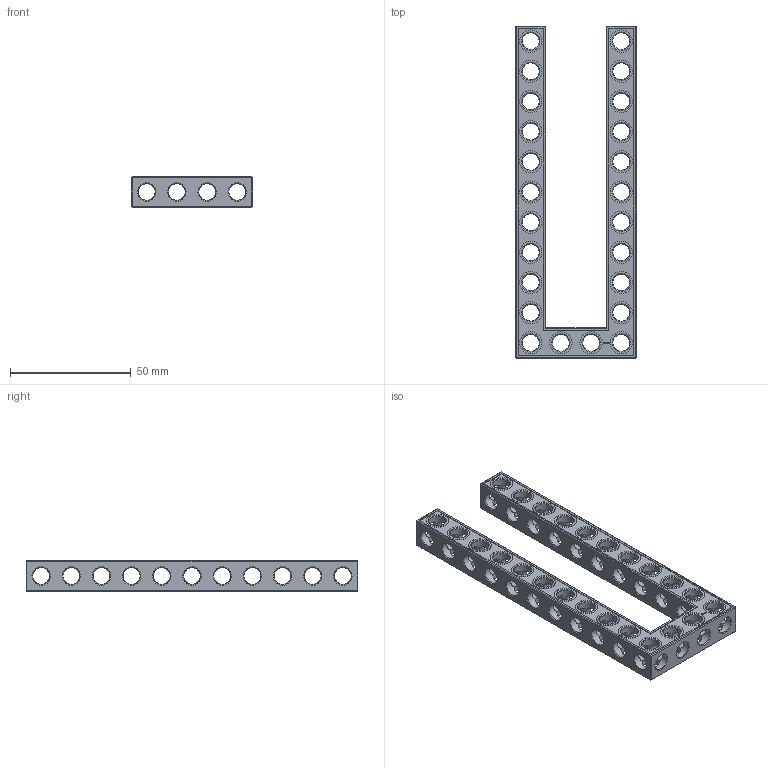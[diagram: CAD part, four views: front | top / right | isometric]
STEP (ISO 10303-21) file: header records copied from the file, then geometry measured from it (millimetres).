
FILE_DESCRIPTION(('FreeCAD Model'),'2;1');
FILE_NAME('Open CASCADE Shape Model','2022-02-23T00:43:37',( 'Paulo Kiefe'),('STEMFIE.org'),'Open CASCADE STEP processor 7.4', 'FreeCAD','Unknown');
FILE_SCHEMA(('AUTOMOTIVE_DESIGN { 1 0 10303 214 1 1 1 1 }'));
Products named in the file (1): Beam_AGD_ESS_USH_SYM_BU04x11x01_-_SPN-BEM-0329_(stemfie.org)
Bounding box: 50 x 137.5 x 12.5 mm (x, y, z)
Volume: 23457.1 mm3; surface area: 21018 mm2
Topology: 1 solids, 1 shells, 827 faces, 2447 edges, 1583 vertices
Faces by surface type: plane 396, extrusion 188, cylinder 145, cone 98
Full cylindrical faces by diameter (mm): 6.98 x24, 7 x97, 9.2 x24
Entity records: 158920 total; most frequent: CARTESIAN_POINT 113339, DIRECTION 7193, VECTOR 4937, ORIENTED_EDGE 4894, PCURVE 4894, DEFINITIONAL_REPRESENTATION 4894, LINE 4749, EDGE_CURVE 2447
